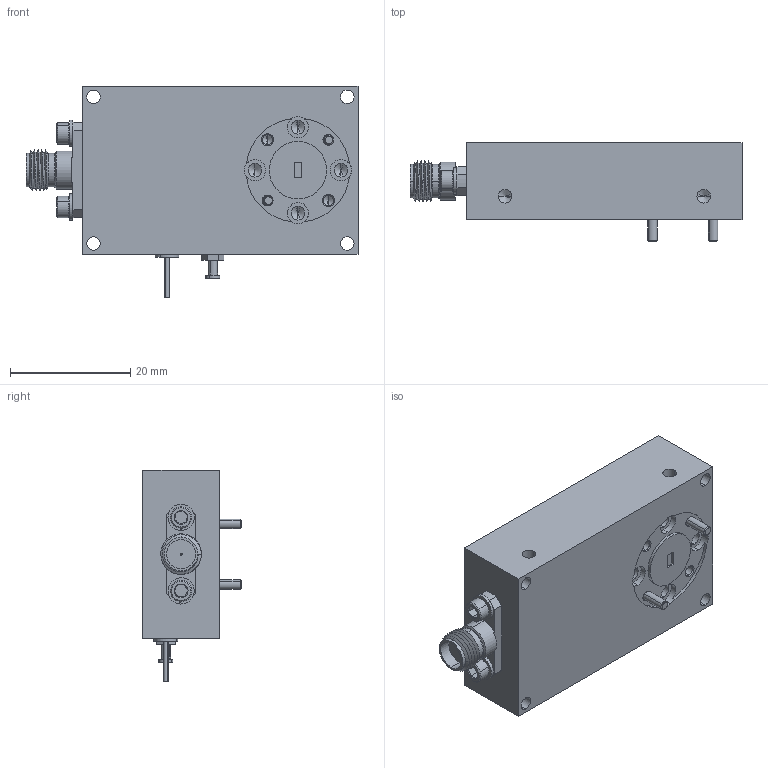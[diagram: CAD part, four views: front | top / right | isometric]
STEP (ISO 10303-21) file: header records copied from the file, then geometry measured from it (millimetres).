
FILE_DESCRIPTION (( 'STEP AP203' ), '1' );
FILE_NAME ('SFA-903983818-10SF-S1.STEP', '2019-07-25T16:19:03', ( '' ), ( '' ), 'SwSTEP 2.0', 'SolidWorks 2016', '' );
FILE_SCHEMA (( 'CONFIG_CONTROL_DESIGN' ));
Length unit declared in the file: millimetre
Products named in the file (1): SFA-903983818-10SF-S1
Bounding box: 55.17 x 16.32 x 35.18 mm (x, y, z)
Volume: 16067.8 mm3; surface area: 9105.9 mm2
Topology: 15 solids, 16 shells, 722 faces, 1878 edges, 1191 vertices
Faces by surface type: cylinder 299, plane 221, cone 140, bspline 60, torus 2
Entity records: 31625 total; most frequent: CARTESIAN_POINT 15415, ORIENTED_EDGE 3664, DIRECTION 3003, EDGE_CURVE 1832, VERTEX_POINT 1191, AXIS2_PLACEMENT_3D 1090, LINE 823, VECTOR 823
